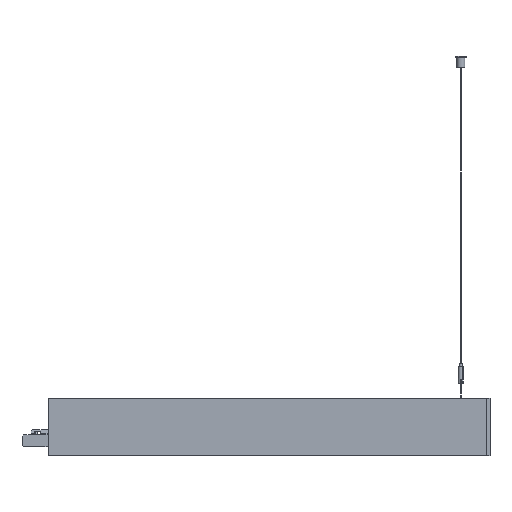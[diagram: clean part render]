
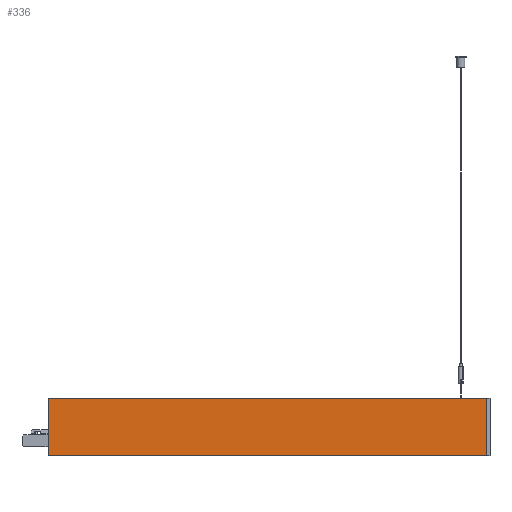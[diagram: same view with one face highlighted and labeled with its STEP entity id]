
A CAD part, front view. The second image highlights one B-rep face of the part: STEP entity #336.
In plain terms, the highlighted planar face has unit normal (0, -1, 0).
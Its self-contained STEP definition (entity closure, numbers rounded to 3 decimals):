
#171=FACE_OUTER_BOUND('',#661,.T.);
#336=ADVANCED_FACE('',(#171),#474,.F.);
#474=PLANE('',#3303);
#661=EDGE_LOOP('',(#1762,#1763,#1764,#1765,#1766));
#799=LINE('',#4423,#1111);
#877=LINE('',#4958,#1189);
#889=LINE('',#4986,#1201);
#890=LINE('',#4988,#1202);
#891=LINE('',#4989,#1203);
#1111=VECTOR('',#3507,1.);
#1189=VECTOR('',#3827,1.);
#1201=VECTOR('',#3847,1.);
#1202=VECTOR('',#3850,1.);
#1203=VECTOR('',#3851,1.);
#1762=ORIENTED_EDGE('',*,*,#2808,.T.);
#1763=ORIENTED_EDGE('',*,*,#2794,.T.);
#1764=ORIENTED_EDGE('',*,*,#2809,.F.);
#1765=ORIENTED_EDGE('',*,*,#2630,.F.);
#1766=ORIENTED_EDGE('',*,*,#2807,.T.);
#2341=VERTEX_POINT('',#4422);
#2342=VERTEX_POINT('',#4424);
#2454=VERTEX_POINT('',#4959);
#2455=VERTEX_POINT('',#4960);
#2465=VERTEX_POINT('',#4985);
#2630=EDGE_CURVE('',#2341,#2342,#799,.T.);
#2794=EDGE_CURVE('',#2454,#2455,#877,.T.);
#2807=EDGE_CURVE('',#2341,#2465,#889,.T.);
#2808=EDGE_CURVE('',#2465,#2454,#890,.T.);
#2809=EDGE_CURVE('',#2342,#2455,#891,.T.);
#3303=AXIS2_PLACEMENT_3D('',#4990,#3852,#3853);
#3507=DIRECTION('',(0.,0.,1.));
#3827=DIRECTION('',(0.,0.,1.));
#3847=DIRECTION('',(1.,0.,0.));
#3850=DIRECTION('',(0.,0.,1.));
#3851=DIRECTION('',(1.,0.,0.));
#3852=DIRECTION('',(0.,1.,0.));
#3853=DIRECTION('',(0.,0.,-1.));
#4422=CARTESIAN_POINT('',(-421.,-30.,-109.966));
#4423=CARTESIAN_POINT('',(-421.,-30.,-109.666));
#4424=CARTESIAN_POINT('',(-421.,-30.,0.034));
#4958=CARTESIAN_POINT('',(421.,-30.,-109.666));
#4959=CARTESIAN_POINT('',(421.,-30.,0.));
#4960=CARTESIAN_POINT('',(421.,-30.,0.034));
#4985=CARTESIAN_POINT('',(421.,-30.,-109.966));
#4986=CARTESIAN_POINT('',(-421.,-30.,-109.966));
#4988=CARTESIAN_POINT('',(421.,-30.,-109.666));
#4989=CARTESIAN_POINT('',(-421.,-30.,0.034));
#4990=CARTESIAN_POINT('',(-421.,-30.,-109.666));
